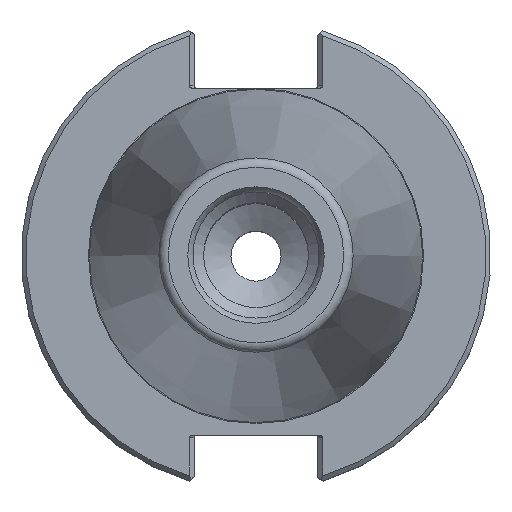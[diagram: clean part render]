
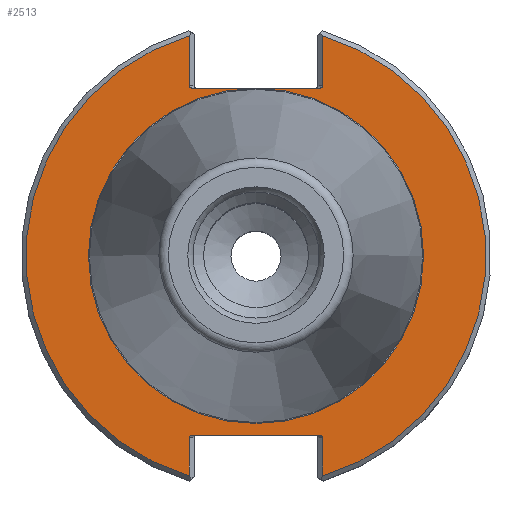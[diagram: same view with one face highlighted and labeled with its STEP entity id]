
A CAD part, top view. The second image highlights one B-rep face of the part: STEP entity #2513.
In plain terms, the highlighted planar face has unit normal (0, 0, 1).
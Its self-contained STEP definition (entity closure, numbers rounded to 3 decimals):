
#24=ELLIPSE('',#2670,0.707,0.5);
#25=ELLIPSE('',#2672,0.707,0.5);
#33=ELLIPSE('',#2700,0.707,0.5);
#34=ELLIPSE('',#2702,0.707,0.5);
#76=LINE('',#3853,#149);
#77=LINE('',#3862,#150);
#82=LINE('',#3881,#155);
#83=LINE('',#3890,#156);
#93=LINE('',#3924,#166);
#104=LINE('',#3971,#177);
#149=VECTOR('',#3035,1000.);
#150=VECTOR('',#3042,1000.);
#155=VECTOR('',#3057,1000.);
#156=VECTOR('',#3064,1000.);
#166=VECTOR('',#3090,1000.);
#177=VECTOR('',#3135,1000.);
#292=PLANE('',#2701);
#742=ORIENTED_EDGE('',*,*,#985,.T.);
#743=ORIENTED_EDGE('',*,*,#983,.T.);
#744=ORIENTED_EDGE('',*,*,#979,.T.);
#745=ORIENTED_EDGE('',*,*,#1000,.F.);
#746=ORIENTED_EDGE('',*,*,#977,.T.);
#747=ORIENTED_EDGE('',*,*,#975,.T.);
#748=ORIENTED_EDGE('',*,*,#973,.T.);
#749=ORIENTED_EDGE('',*,*,#972,.T.);
#750=ORIENTED_EDGE('',*,*,#1019,.T.);
#751=ORIENTED_EDGE('',*,*,#1021,.F.);
#752=ORIENTED_EDGE('',*,*,#1022,.T.);
#753=ORIENTED_EDGE('',*,*,#986,.T.);
#754=ORIENTED_EDGE('',*,*,#969,.F.);
#969=EDGE_CURVE('',#1166,#1166,#1264,.T.);
#972=EDGE_CURVE('',#1167,#1168,#76,.T.);
#973=EDGE_CURVE('',#1169,#1167,#1265,.T.);
#975=EDGE_CURVE('',#1170,#1169,#77,.T.);
#977=EDGE_CURVE('',#1171,#1170,#24,.F.);
#979=EDGE_CURVE('',#1172,#1173,#25,.F.);
#983=EDGE_CURVE('',#1174,#1172,#82,.T.);
#985=EDGE_CURVE('',#1175,#1174,#1266,.T.);
#986=EDGE_CURVE('',#1176,#1175,#83,.T.);
#1000=EDGE_CURVE('',#1171,#1173,#93,.T.);
#1019=EDGE_CURVE('',#1168,#1194,#33,.F.);
#1021=EDGE_CURVE('',#1195,#1194,#104,.T.);
#1022=EDGE_CURVE('',#1195,#1176,#34,.F.);
#1166=VERTEX_POINT('',#3844);
#1167=VERTEX_POINT('',#3850);
#1168=VERTEX_POINT('',#3852);
#1169=VERTEX_POINT('',#3856);
#1170=VERTEX_POINT('',#3863);
#1171=VERTEX_POINT('',#3867);
#1172=VERTEX_POINT('',#3871);
#1173=VERTEX_POINT('',#3872);
#1174=VERTEX_POINT('',#3880);
#1175=VERTEX_POINT('',#3887);
#1176=VERTEX_POINT('',#3891);
#1194=VERTEX_POINT('',#3968);
#1195=VERTEX_POINT('',#3972);
#1264=CIRCLE('',#2664,35.118);
#1265=CIRCLE('',#2667,48.21);
#1266=CIRCLE('',#2675,48.21);
#1414=EDGE_LOOP('',(#742,#743,#744,#745,#746,#747,#748,#749,#750,#751,#752,
#753));
#1415=EDGE_LOOP('',(#754));
#1574=FACE_BOUND('',#1414,.T.);
#1575=FACE_BOUND('',#1415,.T.);
#2513=ADVANCED_FACE('',(#1574,#1575),#292,.T.);
#2664=AXIS2_PLACEMENT_3D('',#3843,#3030,#3031);
#2667=AXIS2_PLACEMENT_3D('',#3855,#3038,#3039);
#2670=AXIS2_PLACEMENT_3D('',#3866,#3046,#3047);
#2672=AXIS2_PLACEMENT_3D('',#3870,#3051,#3052);
#2675=AXIS2_PLACEMENT_3D('',#3888,#3060,#3061);
#2700=AXIS2_PLACEMENT_3D('',#3967,#3130,#3131);
#2701=AXIS2_PLACEMENT_3D('',#3970,#3133,#3134);
#2702=AXIS2_PLACEMENT_3D('',#3973,#3136,#3137);
#3030=DIRECTION('',(0.,0.,1.));
#3031=DIRECTION('',(1.,0.,0.));
#3035=DIRECTION('',(0.,-1.,0.));
#3038=DIRECTION('',(0.,0.,1.));
#3039=DIRECTION('',(1.,0.,0.));
#3042=DIRECTION('',(0.,-1.,0.));
#3046=DIRECTION('',(0.,0.,1.));
#3047=DIRECTION('',(1.,0.,0.));
#3051=DIRECTION('',(0.,0.,1.));
#3052=DIRECTION('',(1.,0.,0.));
#3057=DIRECTION('',(0.,1.,0.));
#3060=DIRECTION('',(0.,0.,1.));
#3061=DIRECTION('',(1.,0.,0.));
#3064=DIRECTION('',(0.,1.,0.));
#3090=DIRECTION('',(-1.,0.,0.));
#3130=DIRECTION('',(0.,0.,1.));
#3131=DIRECTION('',(-1.,0.,0.));
#3133=DIRECTION('',(0.,0.,1.));
#3134=DIRECTION('',(1.,0.,0.));
#3135=DIRECTION('',(1.,0.,0.));
#3136=DIRECTION('',(0.,0.,1.));
#3137=DIRECTION('',(-1.,0.,0.));
#3843=CARTESIAN_POINT('',(0.,0.,-3.17));
#3844=CARTESIAN_POINT('',(35.118,0.,-3.17));
#3850=CARTESIAN_POINT('',(13.955,46.146,-3.17));
#3852=CARTESIAN_POINT('',(13.955,35.66,-3.17));
#3853=CARTESIAN_POINT('',(13.955,35.16,-3.17));
#3855=CARTESIAN_POINT('',(0.,0.,-3.17));
#3856=CARTESIAN_POINT('',(13.955,-46.146,-3.17));
#3862=CARTESIAN_POINT('',(13.955,-47.619,-3.17));
#3863=CARTESIAN_POINT('',(13.955,-38.07,-3.17));
#3866=CARTESIAN_POINT('',(13.248,-38.07,-3.17));
#3867=CARTESIAN_POINT('',(13.248,-37.57,-3.17));
#3870=CARTESIAN_POINT('',(-13.248,-38.07,-3.17));
#3871=CARTESIAN_POINT('',(-13.955,-38.07,-3.17));
#3872=CARTESIAN_POINT('',(-13.248,-37.57,-3.17));
#3880=CARTESIAN_POINT('',(-13.955,-46.146,-3.17));
#3881=CARTESIAN_POINT('',(-13.955,-37.57,-3.17));
#3887=CARTESIAN_POINT('',(-13.955,46.146,-3.17));
#3888=CARTESIAN_POINT('',(0.,0.,-3.17));
#3890=CARTESIAN_POINT('',(-13.955,47.619,-3.17));
#3891=CARTESIAN_POINT('',(-13.955,35.66,-3.17));
#3924=CARTESIAN_POINT('',(12.955,-37.57,-3.17));
#3967=CARTESIAN_POINT('',(13.248,35.66,-3.17));
#3968=CARTESIAN_POINT('',(13.248,35.16,-3.17));
#3970=CARTESIAN_POINT('',(35.118,0.,-3.17));
#3971=CARTESIAN_POINT('',(-12.955,35.16,-3.17));
#3972=CARTESIAN_POINT('',(-13.248,35.16,-3.17));
#3973=CARTESIAN_POINT('',(-13.248,35.66,-3.17));
